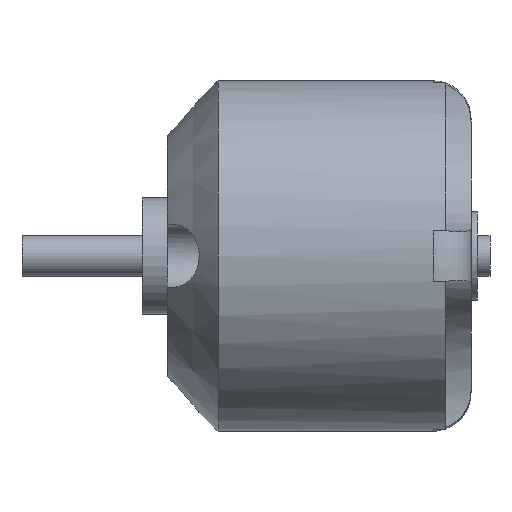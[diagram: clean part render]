
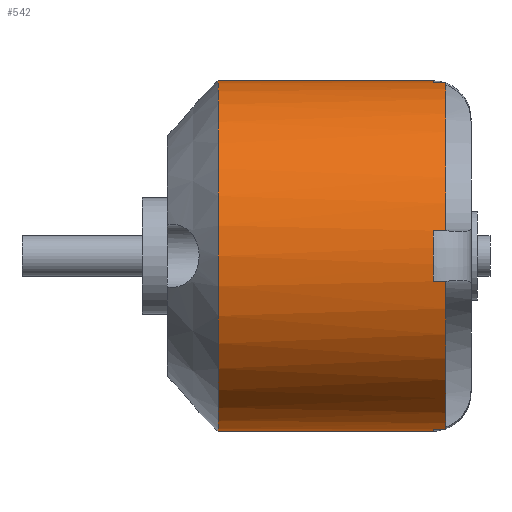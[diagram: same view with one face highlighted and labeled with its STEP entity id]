
A CAD part, left-side view. The second image highlights one B-rep face of the part: STEP entity #542.
In plain terms, the highlighted cylindrical face has radius 13.85 mm (diameter 27.7 mm), a partial arc.
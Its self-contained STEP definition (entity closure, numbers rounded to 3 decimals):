
#26 = DIRECTION ( 'NONE',  ( 0., 0., 1. ) ) ;
#32 = DIRECTION ( 'NONE',  ( 0., -1., 0. ) ) ;
#82 = CARTESIAN_POINT ( 'NONE',  ( -2., 2., 13.705 ) ) ;
#102 = EDGE_CURVE ( 'NONE', #239, #746, #2314, .T. ) ;
#137 = CARTESIAN_POINT ( 'NONE',  ( -2., 2., 13.705 ) ) ;
#141 = VECTOR ( 'NONE', #32, 1000. ) ;
#180 = ORIENTED_EDGE ( 'NONE', *, *, #1701, .T. ) ;
#185 = VECTOR ( 'NONE', #1182, 1000. ) ;
#239 = VERTEX_POINT ( 'NONE', #790 ) ;
#244 = EDGE_CURVE ( 'NONE', #714, #2215, #1769, .T. ) ;
#277 = ORIENTED_EDGE ( 'NONE', *, *, #1902, .F. ) ;
#339 = ORIENTED_EDGE ( 'NONE', *, *, #244, .F. ) ;
#352 = DIRECTION ( 'NONE',  ( 0., 1., 0. ) ) ;
#375 = CARTESIAN_POINT ( 'NONE',  ( 0., 3., -13.85 ) ) ;
#391 = ORIENTED_EDGE ( 'NONE', *, *, #1440, .F. ) ;
#436 = CARTESIAN_POINT ( 'NONE',  ( 0., 26., 13.85 ) ) ;
#449 = ORIENTED_EDGE ( 'NONE', *, *, #2178, .T. ) ;
#456 = DIRECTION ( 'NONE',  ( 0., -1., 0. ) ) ;
#513 = ORIENTED_EDGE ( 'NONE', *, *, #1738, .T. ) ;
#540 = AXIS2_PLACEMENT_3D ( 'NONE', #616, #456, #1728 ) ;
#542 = ADVANCED_FACE ( 'NONE', ( #2302 ), #2106, .T. ) ;
#549 = CARTESIAN_POINT ( 'NONE',  ( 0., 3., 0. ) ) ;
#616 = CARTESIAN_POINT ( 'NONE',  ( 0., 26., 0. ) ) ;
#637 = VERTEX_POINT ( 'NONE', #1248 ) ;
#643 = LINE ( 'NONE', #1193, #185 ) ;
#684 = CIRCLE ( 'NONE', #1277, 13.85 ) ;
#714 = VERTEX_POINT ( 'NONE', #2001 ) ;
#727 = VERTEX_POINT ( 'NONE', #913 ) ;
#735 = AXIS2_PLACEMENT_3D ( 'NONE', #1612, #2185, #1893 ) ;
#743 = ORIENTED_EDGE ( 'NONE', *, *, #2030, .T. ) ;
#746 = VERTEX_POINT ( 'NONE', #1287 ) ;
#790 = CARTESIAN_POINT ( 'NONE',  ( -13.705, 2., -2. ) ) ;
#801 = LINE ( 'NONE', #82, #1475 ) ;
#852 = DIRECTION ( 'NONE',  ( 0., 1., 0. ) ) ;
#898 = ORIENTED_EDGE ( 'NONE', *, *, #2358, .T. ) ;
#907 = VERTEX_POINT ( 'NONE', #1923 ) ;
#913 = CARTESIAN_POINT ( 'NONE',  ( -13.705, 2., 2. ) ) ;
#961 = AXIS2_PLACEMENT_3D ( 'NONE', #2327, #1388, #26 ) ;
#983 = ORIENTED_EDGE ( 'NONE', *, *, #102, .F. ) ;
#1002 = DIRECTION ( 'NONE',  ( 0., 1., 0. ) ) ;
#1051 = EDGE_CURVE ( 'NONE', #239, #1870, #1783, .T. ) ;
#1053 = LINE ( 'NONE', #1263, #1437 ) ;
#1060 = DIRECTION ( 'NONE',  ( 0., -1., 0. ) ) ;
#1073 = CIRCLE ( 'NONE', #1398, 13.85 ) ;
#1125 = CARTESIAN_POINT ( 'NONE',  ( -13.705, 2., 2. ) ) ;
#1169 = DIRECTION ( 'NONE',  ( 0., 1., 0. ) ) ;
#1182 = DIRECTION ( 'NONE',  ( 0., -1., 0. ) ) ;
#1184 = ORIENTED_EDGE ( 'NONE', *, *, #1981, .F. ) ;
#1193 = CARTESIAN_POINT ( 'NONE',  ( 0., 26., -13.85 ) ) ;
#1216 = CARTESIAN_POINT ( 'NONE',  ( 0., 3., 13.85 ) ) ;
#1226 = DIRECTION ( 'NONE',  ( 0., 1., 0. ) ) ;
#1248 = CARTESIAN_POINT ( 'NONE',  ( -2., 3., -13.705 ) ) ;
#1249 = CARTESIAN_POINT ( 'NONE',  ( 0., 2., 0. ) ) ;
#1263 = CARTESIAN_POINT ( 'NONE',  ( -2., 2., -13.705 ) ) ;
#1277 = AXIS2_PLACEMENT_3D ( 'NONE', #1409, #1622, #1976 ) ;
#1287 = CARTESIAN_POINT ( 'NONE',  ( -2., 2., -13.705 ) ) ;
#1288 = LINE ( 'NONE', #1125, #1514 ) ;
#1319 = CIRCLE ( 'NONE', #961, 13.85 ) ;
#1353 = CARTESIAN_POINT ( 'NONE',  ( -2., 3., 13.705 ) ) ;
#1388 = DIRECTION ( 'NONE',  ( 0., 1., 0. ) ) ;
#1398 = AXIS2_PLACEMENT_3D ( 'NONE', #1249, #1060, #1816 ) ;
#1409 = CARTESIAN_POINT ( 'NONE',  ( 0., 20., 0. ) ) ;
#1437 = VECTOR ( 'NONE', #1226, 1000. ) ;
#1440 = EDGE_CURVE ( 'NONE', #746, #637, #1053, .T. ) ;
#1445 = CARTESIAN_POINT ( 'NONE',  ( 0., 20., -13.85 ) ) ;
#1475 = VECTOR ( 'NONE', #1002, 1000. ) ;
#1514 = VECTOR ( 'NONE', #352, 1000. ) ;
#1606 = CARTESIAN_POINT ( 'NONE',  ( -13.705, 3., -2. ) ) ;
#1610 = CARTESIAN_POINT ( 'NONE',  ( -13.705, 2., -2. ) ) ;
#1612 = CARTESIAN_POINT ( 'NONE',  ( 0., 2., 0. ) ) ;
#1622 = DIRECTION ( 'NONE',  ( 0., -1., 0. ) ) ;
#1665 = EDGE_CURVE ( 'NONE', #2378, #2439, #643, .T. ) ;
#1701 = EDGE_CURVE ( 'NONE', #2041, #2215, #1828, .T. ) ;
#1728 = DIRECTION ( 'NONE',  ( 0., 0., -1. ) ) ;
#1731 = ORIENTED_EDGE ( 'NONE', *, *, #1665, .T. ) ;
#1738 = EDGE_CURVE ( 'NONE', #1839, #2041, #801, .T. ) ;
#1751 = CARTESIAN_POINT ( 'NONE',  ( 0., 3., 0. ) ) ;
#1769 = LINE ( 'NONE', #436, #141 ) ;
#1783 = LINE ( 'NONE', #1610, #2029 ) ;
#1816 = DIRECTION ( 'NONE',  ( 0., 0., -1. ) ) ;
#1828 = CIRCLE ( 'NONE', #2225, 13.85 ) ;
#1839 = VERTEX_POINT ( 'NONE', #137 ) ;
#1859 = ORIENTED_EDGE ( 'NONE', *, *, #1051, .T. ) ;
#1870 = VERTEX_POINT ( 'NONE', #1606 ) ;
#1889 = EDGE_LOOP ( 'NONE', ( #339, #449, #1731, #898, #391, #983, #1859, #743, #1184, #277, #513, #180 ) ) ;
#1893 = DIRECTION ( 'NONE',  ( 0., 0., -1. ) ) ;
#1902 = EDGE_CURVE ( 'NONE', #1839, #727, #1073, .T. ) ;
#1917 = CIRCLE ( 'NONE', #1986, 13.85 ) ;
#1923 = CARTESIAN_POINT ( 'NONE',  ( -13.705, 3., 2. ) ) ;
#1927 = DIRECTION ( 'NONE',  ( 0., 0., 1. ) ) ;
#1976 = DIRECTION ( 'NONE',  ( 0., 0., 1. ) ) ;
#1981 = EDGE_CURVE ( 'NONE', #727, #907, #1288, .T. ) ;
#1986 = AXIS2_PLACEMENT_3D ( 'NONE', #549, #2238, #2428 ) ;
#2001 = CARTESIAN_POINT ( 'NONE',  ( 0., 20., 13.85 ) ) ;
#2029 = VECTOR ( 'NONE', #852, 1000. ) ;
#2030 = EDGE_CURVE ( 'NONE', #1870, #907, #1319, .T. ) ;
#2041 = VERTEX_POINT ( 'NONE', #1353 ) ;
#2106 = CYLINDRICAL_SURFACE ( 'NONE', #540, 13.85 ) ;
#2178 = EDGE_CURVE ( 'NONE', #714, #2378, #684, .T. ) ;
#2185 = DIRECTION ( 'NONE',  ( 0., -1., 0. ) ) ;
#2215 = VERTEX_POINT ( 'NONE', #1216 ) ;
#2225 = AXIS2_PLACEMENT_3D ( 'NONE', #1751, #1169, #1927 ) ;
#2238 = DIRECTION ( 'NONE',  ( 0., 1., 0. ) ) ;
#2302 = FACE_OUTER_BOUND ( 'NONE', #1889, .T. ) ;
#2314 = CIRCLE ( 'NONE', #735, 13.85 ) ;
#2327 = CARTESIAN_POINT ( 'NONE',  ( 0., 3., 0. ) ) ;
#2358 = EDGE_CURVE ( 'NONE', #2439, #637, #1917, .T. ) ;
#2378 = VERTEX_POINT ( 'NONE', #1445 ) ;
#2428 = DIRECTION ( 'NONE',  ( 0., 0., 1. ) ) ;
#2439 = VERTEX_POINT ( 'NONE', #375 ) ;
